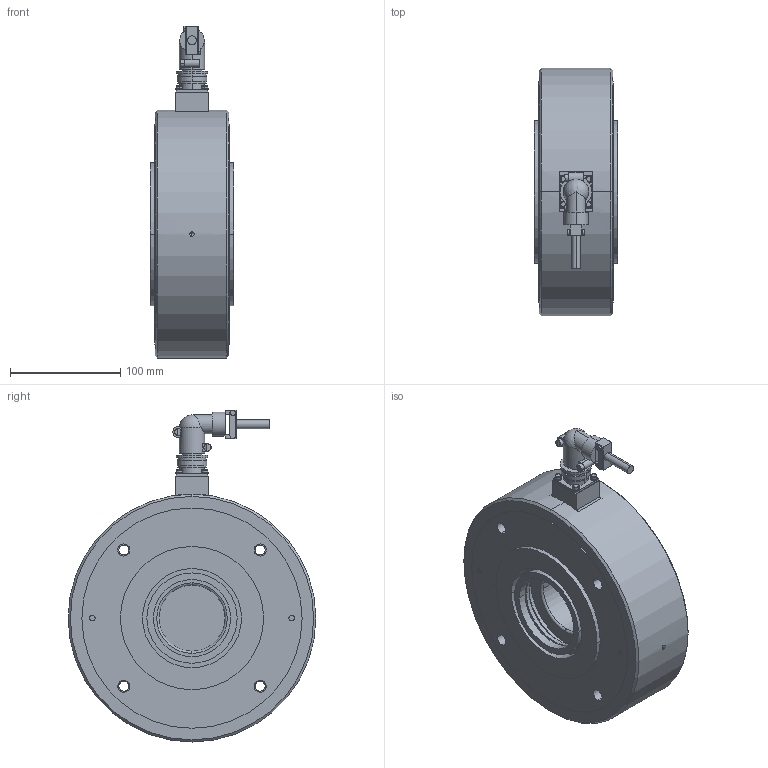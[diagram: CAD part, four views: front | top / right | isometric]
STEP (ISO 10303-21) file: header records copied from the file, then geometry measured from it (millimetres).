
FILE_DESCRIPTION((''),'2;1');
FILE_NAME('50055.stp','2007-09-21T11:20:36',(''),(''),'Mechanical Desktop 2007','Mechanical Desktop 2007',', , ');
FILE_SCHEMA(('CONFIG_CONTROL_DESIGN'));
Length unit declared in the file: millimetre
Products named in the file (25): L50055; L4765504; TEIL1A; L49151; TEIL1AAA; L49026; TEIL1AAAAA; I-6KT_SCHRAUBE_M6X60A; I-6KT_SCHRAUBE_M6X60; I-6KT_SCHRAUBE_M3X25A; I-6KT_SCHRAUBE_M3X25; FEDERRING_M3A; FEDERRING_M3; V_RING_V70AA; V_RING_V70A; SICHERUNGSRING_J110; L4340402; TEIL1; L49258; TEIL1AAAA; FLANSCHDOSE_WINKEL_AMPH_4-POLIG; TEIL1AA; PENDELKUGELLAGER_2212TV; PENDELKUGELLAGER_2212TVA; RM_SDB
Assembly tree (34 placements, depth 3):
  L50055
    L4765504
      TEIL1A
    L49151
      TEIL1AAA
    L49026
      TEIL1AAAAA
    I-6KT_SCHRAUBE_M6X60A  x2
      I-6KT_SCHRAUBE_M6X60
    I-6KT_SCHRAUBE_M3X25A  x4
      I-6KT_SCHRAUBE_M3X25
    FEDERRING_M3A  x4
      FEDERRING_M3
    V_RING_V70AA
      V_RING_V70A
    SICHERUNGSRING_J110
    L4340402  x2
      TEIL1
    L49258
      TEIL1AAAA
    FLANSCHDOSE_WINKEL_AMPH_4-POLIG
      TEIL1AA
    PENDELKUGELLAGER_2212TV
      PENDELKUGELLAGER_2212TVA
    RM_SDB  x3
Bounding box: 75.9 x 225 x 301.5 mm (x, y, z)
Volume: 2387417.5 mm3; surface area: 393791.9 mm2
Topology: 20 solids, 20 shells, 406 faces, 979 edges, 644 vertices
Faces by surface type: cylinder 230, plane 121, cone 32, torus 20, bspline 2, sphere 1
Entity records: 10605 total; most frequent: CARTESIAN_POINT 2071, DIRECTION 1900, ORIENTED_EDGE 1542, AXIS2_PLACEMENT_3D 795, EDGE_CURVE 771, VERTEX_POINT 508, CIRCLE 442, EDGE_LOOP 435
